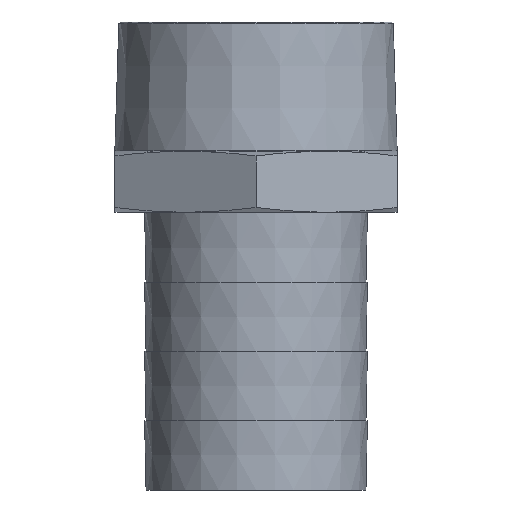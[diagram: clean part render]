
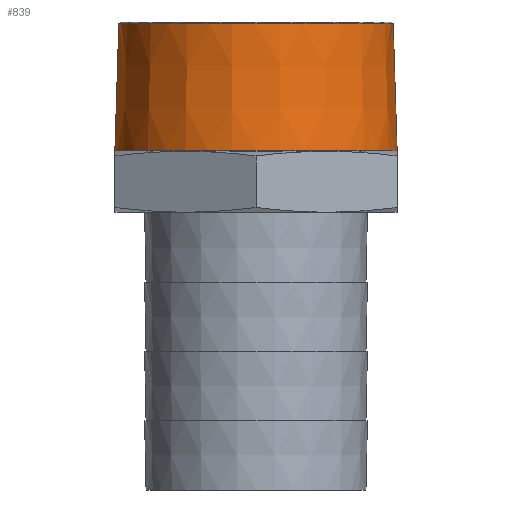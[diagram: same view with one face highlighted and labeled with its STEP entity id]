
A CAD part, front view. The second image highlights one B-rep face of the part: STEP entity #839.
In plain terms, the highlighted conical face has half-angle 1.78 degrees and reference radius 23.447 mm.
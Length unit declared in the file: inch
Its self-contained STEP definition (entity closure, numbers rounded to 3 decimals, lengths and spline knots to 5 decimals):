
#29 = CIRCLE ( 'NONE', #1341, 0.92343 ) ;
#37 = FACE_OUTER_BOUND ( 'NONE', #747, .T. ) ;
#53 = DIRECTION ( 'NONE',  ( 0., 0., -1. ) ) ;
#177 = VECTOR ( 'NONE', #1094, 39.37008 ) ;
#186 = EDGE_CURVE ( 'NONE', #292, #517, #1168, .T. ) ;
#193 = CARTESIAN_POINT ( 'NONE',  ( 0.92312, 0., 3.15 ) ) ;
#292 = VERTEX_POINT ( 'NONE', #329 ) ;
#297 = ORIENTED_EDGE ( 'NONE', *, *, #1331, .T. ) ;
#329 = CARTESIAN_POINT ( 'NONE',  ( -0.92343, 0., 3.14 ) ) ;
#335 = CIRCLE ( 'NONE', #521, 0.95 ) ;
#367 = CARTESIAN_POINT ( 'NONE',  ( 0., 0., 2.285 ) ) ;
#517 = VERTEX_POINT ( 'NONE', #582 ) ;
#521 = AXIS2_PLACEMENT_3D ( 'NONE', #367, #802, #1129 ) ;
#527 = ORIENTED_EDGE ( 'NONE', *, *, #546, .T. ) ;
#545 = AXIS2_PLACEMENT_3D ( 'NONE', #1216, #864, #1303 ) ;
#546 = EDGE_CURVE ( 'NONE', #517, #643, #335, .T. ) ;
#547 = ORIENTED_EDGE ( 'NONE', *, *, #186, .T. ) ;
#582 = CARTESIAN_POINT ( 'NONE',  ( -0.95, 0., 2.285 ) ) ;
#643 = VERTEX_POINT ( 'NONE', #1175 ) ;
#679 = CONICAL_SURFACE ( 'NONE', #545, 0.92312, 0.031 ) ;
#747 = EDGE_LOOP ( 'NONE', ( #970, #297, #547, #527 ) ) ;
#761 = CARTESIAN_POINT ( 'NONE',  ( 0.92343, 0., 3.14 ) ) ;
#785 = VECTOR ( 'NONE', #848, 39.37008 ) ;
#802 = DIRECTION ( 'NONE',  ( 0., 0., 1. ) ) ;
#839 = ADVANCED_FACE ( 'NONE', ( #37 ), #679, .T. ) ;
#848 = DIRECTION ( 'NONE',  ( -0.031, 0., -1. ) ) ;
#864 = DIRECTION ( 'NONE',  ( 0., 0., -1. ) ) ;
#918 = VERTEX_POINT ( 'NONE', #761 ) ;
#970 = ORIENTED_EDGE ( 'NONE', *, *, #1390, .F. ) ;
#1059 = LINE ( 'NONE', #193, #177 ) ;
#1094 = DIRECTION ( 'NONE',  ( 0.031, 0., -1. ) ) ;
#1129 = DIRECTION ( 'NONE',  ( 1., 0., 0. ) ) ;
#1168 = LINE ( 'NONE', #1297, #785 ) ;
#1175 = CARTESIAN_POINT ( 'NONE',  ( 0.95, 0., 2.285 ) ) ;
#1216 = CARTESIAN_POINT ( 'NONE',  ( 0., 0., 3.15 ) ) ;
#1297 = CARTESIAN_POINT ( 'NONE',  ( -0.92312, 0., 3.15 ) ) ;
#1303 = DIRECTION ( 'NONE',  ( -1., 0., 0. ) ) ;
#1331 = EDGE_CURVE ( 'NONE', #918, #292, #29, .T. ) ;
#1341 = AXIS2_PLACEMENT_3D ( 'NONE', #1372, #53, #1346 ) ;
#1346 = DIRECTION ( 'NONE',  ( 1., 0., 0. ) ) ;
#1372 = CARTESIAN_POINT ( 'NONE',  ( 0., 0., 3.14 ) ) ;
#1390 = EDGE_CURVE ( 'NONE', #918, #643, #1059, .T. ) ;
